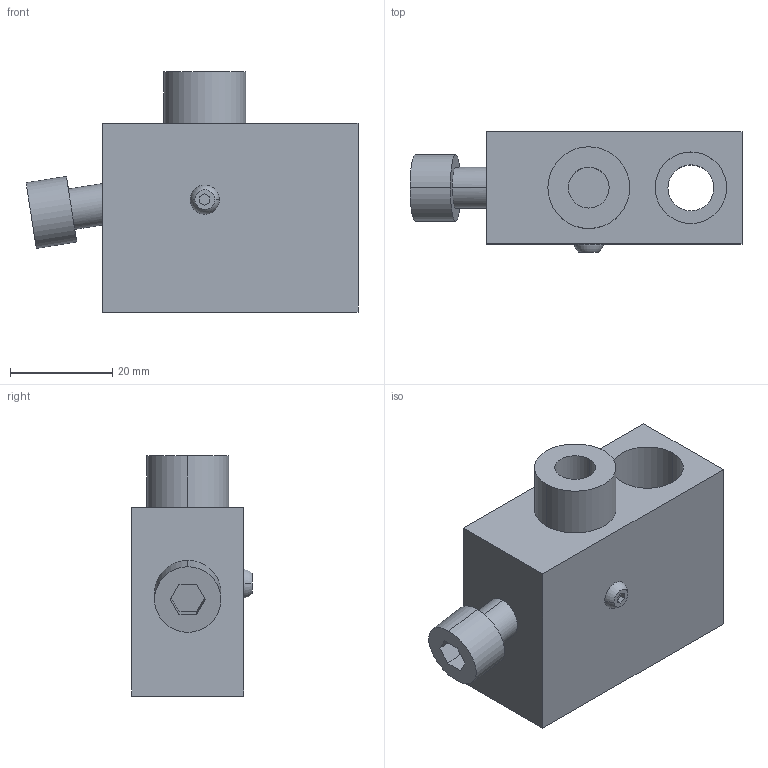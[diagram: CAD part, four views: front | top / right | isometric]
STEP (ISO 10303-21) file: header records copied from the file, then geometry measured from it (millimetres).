
FILE_DESCRIPTION (( 'STEP AP203' ), '1' );
FILE_NAME ('bj350-08001.STEP', '2021-10-25T01:24:01', ( '' ), ( '' ), 'SwSTEP 2.0', 'SolidWorks 2020', '' );
FILE_SCHEMA (( 'CONFIG_CONTROL_DESIGN' ));
Length unit declared in the file: millimetre
Products named in the file (3): bj350-08001_01; bj350-08001_02; bj350-08001
Assembly tree (2 placements, depth 2):
  bj350-08001
    bj350-08001_01
    bj350-08001_02
Bounding box: 65 x 23.65 x 47 mm (x, y, z)
Volume: 37332.9 mm3; surface area: 13261.3 mm2
Topology: 2 solids, 2 shells, 44 faces, 96 edges, 64 vertices
Faces by surface type: plane 28, cylinder 14, torus 2
Entity records: 1521 total; most frequent: DIRECTION 224, CARTESIAN_POINT 215, ORIENTED_EDGE 192, EDGE_CURVE 96, AXIS2_PLACEMENT_3D 81, VERTEX_POINT 64, LINE 62, VECTOR 62
